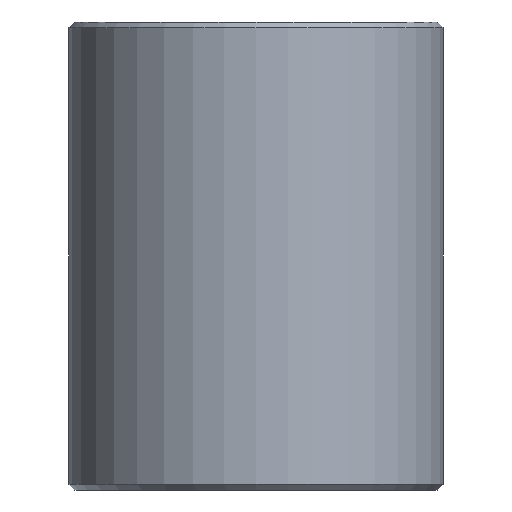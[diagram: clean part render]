
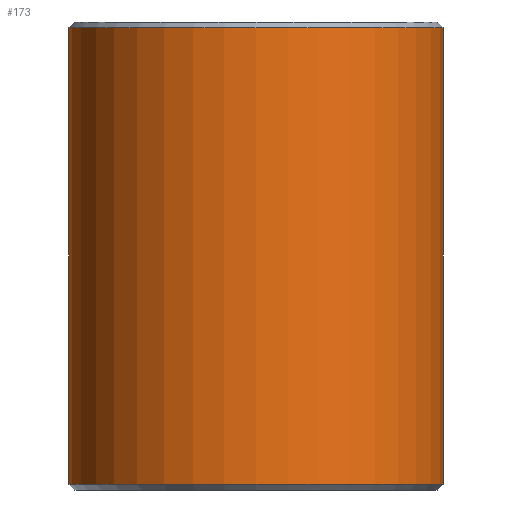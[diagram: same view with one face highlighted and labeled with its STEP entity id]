
A CAD part, left-side view. The second image highlights one B-rep face of the part: STEP entity #173.
In plain terms, the highlighted cylindrical face has radius 20 mm (diameter 40 mm), a partial arc.
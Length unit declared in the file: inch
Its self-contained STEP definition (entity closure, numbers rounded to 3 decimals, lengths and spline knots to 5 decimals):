
#31=CYLINDRICAL_SURFACE('',#207,0.7874);
#39=FACE_OUTER_BOUND('',#52,.T.);
#52=EDGE_LOOP('',(#146,#147,#148,#149));
#62=LINE('',#312,#71);
#63=LINE('',#315,#72);
#71=VECTOR('',#255,0.3937);
#72=VECTOR('',#258,0.3937);
#81=CIRCLE('',#205,0.7874);
#82=CIRCLE('',#208,0.7874);
#92=VERTEX_POINT('',#297);
#93=VERTEX_POINT('',#298);
#94=VERTEX_POINT('',#311);
#95=VERTEX_POINT('',#313);
#108=EDGE_CURVE('',#92,#93,#81,.T.);
#112=EDGE_CURVE('',#92,#94,#62,.T.);
#113=EDGE_CURVE('',#95,#94,#82,.T.);
#114=EDGE_CURVE('',#95,#93,#63,.T.);
#146=ORIENTED_EDGE('',*,*,#108,.F.);
#147=ORIENTED_EDGE('',*,*,#112,.T.);
#148=ORIENTED_EDGE('',*,*,#113,.F.);
#149=ORIENTED_EDGE('',*,*,#114,.T.);
#173=ADVANCED_FACE('',(#39),#31,.T.);
#205=AXIS2_PLACEMENT_3D('',#299,#248,#249);
#207=AXIS2_PLACEMENT_3D('',#310,#253,#254);
#208=AXIS2_PLACEMENT_3D('',#314,#256,#257);
#248=DIRECTION('center_axis',(0.,0.,-1.));
#249=DIRECTION('ref_axis',(-1.,0.,0.));
#253=DIRECTION('center_axis',(0.,0.,1.));
#254=DIRECTION('ref_axis',(-1.,0.,0.));
#255=DIRECTION('',(0.,0.,1.));
#256=DIRECTION('center_axis',(0.,0.,1.));
#257=DIRECTION('ref_axis',(-1.,0.,0.));
#258=DIRECTION('',(0.,0.,-1.));
#297=CARTESIAN_POINT('',(0.58234,-0.52998,0.025));
#298=CARTESIAN_POINT('',(0.58234,0.52998,0.025));
#299=CARTESIAN_POINT('Origin',(0.,0.,0.025));
#310=CARTESIAN_POINT('Origin',(0.,0.,0.));
#311=CARTESIAN_POINT('',(0.58234,-0.52998,1.9435));
#312=CARTESIAN_POINT('',(0.58234,-0.52998,0.));
#313=CARTESIAN_POINT('',(0.58234,0.52998,1.9435));
#314=CARTESIAN_POINT('Origin',(0.,0.,1.9435));
#315=CARTESIAN_POINT('',(0.58234,0.52998,0.));
